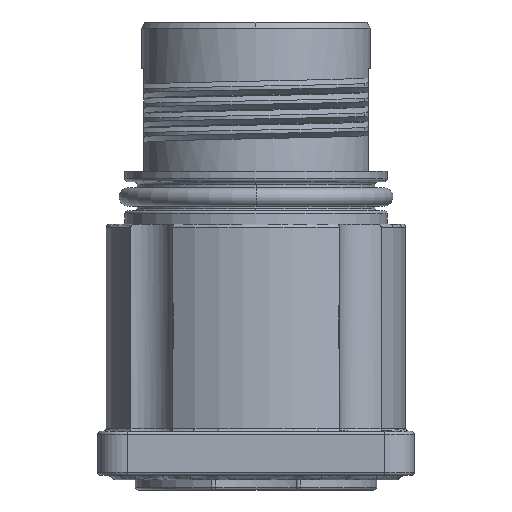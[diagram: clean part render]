
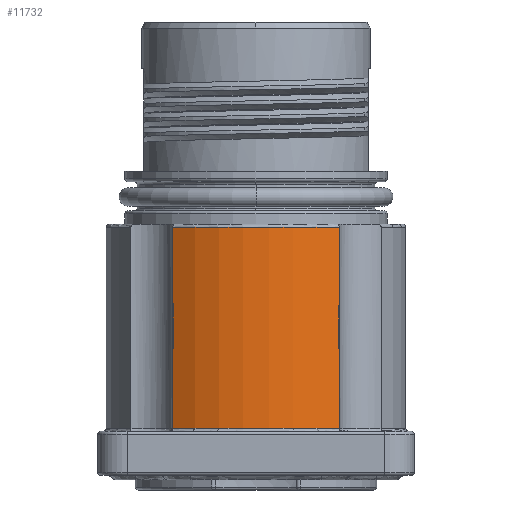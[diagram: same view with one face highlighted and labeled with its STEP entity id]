
A CAD part, front view. The second image highlights one B-rep face of the part: STEP entity #11732.
In plain terms, the highlighted cylindrical face has radius 10.25 mm (diameter 20.5 mm), a partial arc.
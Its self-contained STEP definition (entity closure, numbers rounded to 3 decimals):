
#207=CARTESIAN_POINT('',(0.,0.,3.2));
#208=DIRECTION('',(0.,0.,-1.));
#209=DIRECTION('',(0.553,-0.833,0.));
#210=AXIS2_PLACEMENT_3D('',#207,#208,#209);
#212=DIRECTION('',(0.,0.,-1.));
#213=VECTOR('',#212,13.75);
#214=CARTESIAN_POINT('',(-5.667,-8.541,16.95));
#215=LINE('',#214,#213);
#216=CARTESIAN_POINT('',(0.,0.,16.95));
#217=DIRECTION('',(0.,0.,-1.));
#218=DIRECTION('',(0.553,-0.833,0.));
#219=AXIS2_PLACEMENT_3D('',#216,#217,#218);
#221=DIRECTION('',(0.,0.,1.));
#222=VECTOR('',#221,13.75);
#223=CARTESIAN_POINT('',(5.667,-8.541,3.2));
#224=LINE('',#223,#222);
#253=CARTESIAN_POINT('',(5.667,-8.541,16.95));
#9720=VERTEX_POINT('',#253);
#9721=CARTESIAN_POINT('',(-5.667,-8.541,16.95));
#9722=VERTEX_POINT('',#9721);
#9806=CARTESIAN_POINT('',(5.667,-8.541,3.2));
#9807=CARTESIAN_POINT('',(-5.667,-8.541,3.2));
#9808=VERTEX_POINT('',#9806);
#9809=VERTEX_POINT('',#9807);
#11718=CARTESIAN_POINT('',(0.,0.,17.15));
#11719=DIRECTION('',(0.,0.,1.));
#11720=DIRECTION('',(1.,0.,0.));
#11721=AXIS2_PLACEMENT_3D('',#11718,#11719,#11720);
#11722=CYLINDRICAL_SURFACE('',#11721,10.25);
#11724=ORIENTED_EDGE('',*,*,#11723,.T.);
#11725=ORIENTED_EDGE('',*,*,#11705,.F.);
#11727=ORIENTED_EDGE('',*,*,#11726,.F.);
#11729=ORIENTED_EDGE('',*,*,#11728,.F.);
#11730=EDGE_LOOP('',(#11724,#11725,#11727,#11729));
#11731=FACE_OUTER_BOUND('',#11730,.F.);
#211=CIRCLE('',#210,10.25);
#220=CIRCLE('',#219,10.25);
#11705=EDGE_CURVE('',#9722,#9809,#215,.T.);
#11723=EDGE_CURVE('',#9808,#9809,#211,.T.);
#11726=EDGE_CURVE('',#9720,#9722,#220,.T.);
#11728=EDGE_CURVE('',#9808,#9720,#224,.T.);
#11732=ADVANCED_FACE('',(#11731),#11722,.T.);
